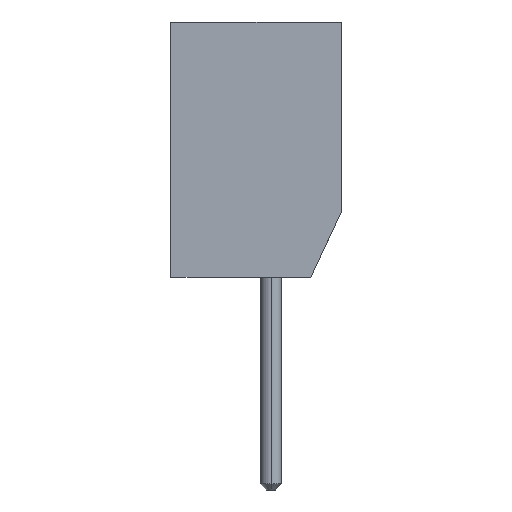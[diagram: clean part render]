
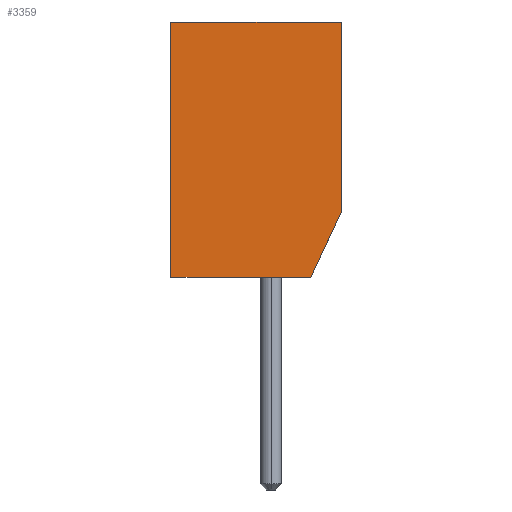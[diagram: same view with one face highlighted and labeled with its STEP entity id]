
A CAD part, left-side view. The second image highlights one B-rep face of the part: STEP entity #3359.
In plain terms, the highlighted planar face has unit normal (-1, 0, 0).
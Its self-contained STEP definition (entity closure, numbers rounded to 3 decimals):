
#16 = EDGE_CURVE ( 'NONE', #4594, #2830, #1830, .T. ) ;
#268 = VECTOR ( 'NONE', #1310, 1000. ) ;
#616 = EDGE_CURVE ( 'NONE', #4562, #4594, #2165, .T. ) ;
#795 = EDGE_CURVE ( 'NONE', #4562, #822, #3029, .T. ) ;
#822 = VERTEX_POINT ( 'NONE', #2481 ) ;
#839 = VERTEX_POINT ( 'NONE', #1380 ) ;
#848 = ORIENTED_EDGE ( 'NONE', *, *, #3490, .T. ) ;
#1054 = EDGE_CURVE ( 'NONE', #822, #839, #3833, .T. ) ;
#1060 = EDGE_LOOP ( 'NONE', ( #2545, #848, #2493, #3419, #1692 ) ) ;
#1310 = DIRECTION ( 'NONE',  ( 0., -1., 0. ) ) ;
#1374 = CARTESIAN_POINT ( 'NONE',  ( -11.57, -2.8, 2.145 ) ) ;
#1380 = CARTESIAN_POINT ( 'NONE',  ( -11.57, -2.8, 2.145 ) ) ;
#1493 = CARTESIAN_POINT ( 'NONE',  ( -11.57, -2.8, 0. ) ) ;
#1692 = ORIENTED_EDGE ( 'NONE', *, *, #616, .T. ) ;
#1781 = VECTOR ( 'NONE', #3239, 1000. ) ;
#1825 = VECTOR ( 'NONE', #4267, 1000. ) ;
#1830 = LINE ( 'NONE', #1493, #4550 ) ;
#2041 = CARTESIAN_POINT ( 'NONE',  ( -11.57, -2.8, 8.4 ) ) ;
#2165 = LINE ( 'NONE', #2512, #4486 ) ;
#2337 = CARTESIAN_POINT ( 'NONE',  ( -11.57, 2.8, 0. ) ) ;
#2382 = FACE_OUTER_BOUND ( 'NONE', #1060, .T. ) ;
#2481 = CARTESIAN_POINT ( 'NONE',  ( -11.57, -2.8, 8.4 ) ) ;
#2493 = ORIENTED_EDGE ( 'NONE', *, *, #1054, .F. ) ;
#2512 = CARTESIAN_POINT ( 'NONE',  ( -11.57, 2.8, 8.4 ) ) ;
#2545 = ORIENTED_EDGE ( 'NONE', *, *, #16, .T. ) ;
#2739 = DIRECTION ( 'NONE',  ( 1., 0., 0. ) ) ;
#2830 = VERTEX_POINT ( 'NONE', #3794 ) ;
#3029 = LINE ( 'NONE', #4122, #268 ) ;
#3031 = CARTESIAN_POINT ( 'NONE',  ( -11.57, 2.8, 8.4 ) ) ;
#3239 = DIRECTION ( 'NONE',  ( 0., -0.423, 0.906 ) ) ;
#3359 = ADVANCED_FACE ( 'NONE', ( #2382 ), #4169, .F. ) ;
#3419 = ORIENTED_EDGE ( 'NONE', *, *, #795, .F. ) ;
#3490 = EDGE_CURVE ( 'NONE', #2830, #839, #3971, .T. ) ;
#3526 = CARTESIAN_POINT ( 'NONE',  ( -11.57, -2.8, 8.4 ) ) ;
#3794 = CARTESIAN_POINT ( 'NONE',  ( -11.57, -1.8, 0. ) ) ;
#3833 = LINE ( 'NONE', #3526, #1825 ) ;
#3958 = DIRECTION ( 'NONE',  ( 0., 0., -1. ) ) ;
#3961 = DIRECTION ( 'NONE',  ( 0., -1., 0. ) ) ;
#3971 = LINE ( 'NONE', #1374, #1781 ) ;
#4122 = CARTESIAN_POINT ( 'NONE',  ( -11.57, -2.8, 8.4 ) ) ;
#4169 = PLANE ( 'NONE',  #4391 ) ;
#4248 = DIRECTION ( 'NONE',  ( 0., 0., -1. ) ) ;
#4267 = DIRECTION ( 'NONE',  ( 0., 0., -1. ) ) ;
#4391 = AXIS2_PLACEMENT_3D ( 'NONE', #2041, #2739, #4248 ) ;
#4486 = VECTOR ( 'NONE', #3958, 1000. ) ;
#4550 = VECTOR ( 'NONE', #3961, 1000. ) ;
#4562 = VERTEX_POINT ( 'NONE', #3031 ) ;
#4594 = VERTEX_POINT ( 'NONE', #2337 ) ;
